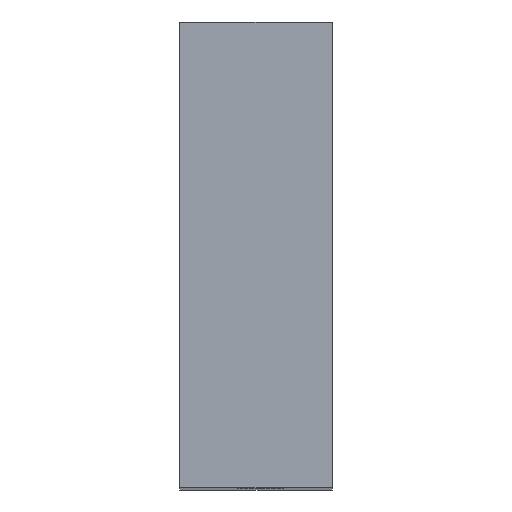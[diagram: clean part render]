
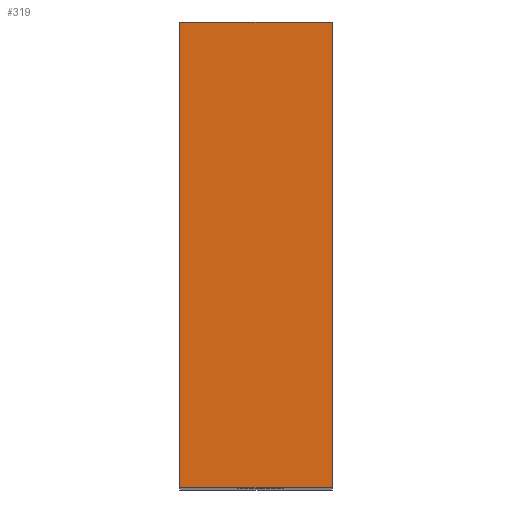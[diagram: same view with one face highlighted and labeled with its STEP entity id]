
A CAD part, top view. The second image highlights one B-rep face of the part: STEP entity #319.
In plain terms, the highlighted planar face has unit normal (0, 0, 1).
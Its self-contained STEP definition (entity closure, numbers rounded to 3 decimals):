
#47=FACE_OUTER_BOUND('',#65,.T.);
#65=EDGE_LOOP('',(#272,#273,#274,#275));
#82=LINE('',#472,#116);
#104=LINE('',#528,#138);
#105=LINE('',#530,#139);
#106=LINE('',#531,#140);
#116=VECTOR('',#384,10.);
#138=VECTOR('',#440,10.);
#139=VECTOR('',#441,10.);
#140=VECTOR('',#442,10.);
#151=VERTEX_POINT('',#469);
#152=VERTEX_POINT('',#471);
#169=VERTEX_POINT('',#527);
#170=VERTEX_POINT('',#529);
#179=EDGE_CURVE('',#152,#151,#82,.T.);
#208=EDGE_CURVE('',#169,#152,#104,.T.);
#209=EDGE_CURVE('',#170,#151,#105,.T.);
#210=EDGE_CURVE('',#169,#170,#106,.T.);
#272=ORIENTED_EDGE('',*,*,#208,.T.);
#273=ORIENTED_EDGE('',*,*,#179,.T.);
#274=ORIENTED_EDGE('',*,*,#209,.F.);
#275=ORIENTED_EDGE('',*,*,#210,.F.);
#304=PLANE('',#365);
#319=ADVANCED_FACE('',(#47),#304,.T.);
#365=AXIS2_PLACEMENT_3D('',#526,#438,#439);
#384=DIRECTION('',(0.,1.,0.));
#438=DIRECTION('center_axis',(0.,0.,1.));
#439=DIRECTION('ref_axis',(1.,0.,0.));
#440=DIRECTION('',(1.,0.,0.));
#441=DIRECTION('',(1.,0.,0.));
#442=DIRECTION('',(0.,1.,0.));
#469=CARTESIAN_POINT('',(3.082,20.,24.193));
#471=CARTESIAN_POINT('',(3.082,0.,24.193));
#472=CARTESIAN_POINT('',(3.082,0.,24.193));
#526=CARTESIAN_POINT('Origin',(-3.482,0.,24.193));
#527=CARTESIAN_POINT('',(-3.482,0.,24.193));
#528=CARTESIAN_POINT('',(-3.482,0.,24.193));
#529=CARTESIAN_POINT('',(-3.482,20.,24.193));
#530=CARTESIAN_POINT('',(-3.482,20.,24.193));
#531=CARTESIAN_POINT('',(-3.482,0.,24.193));
